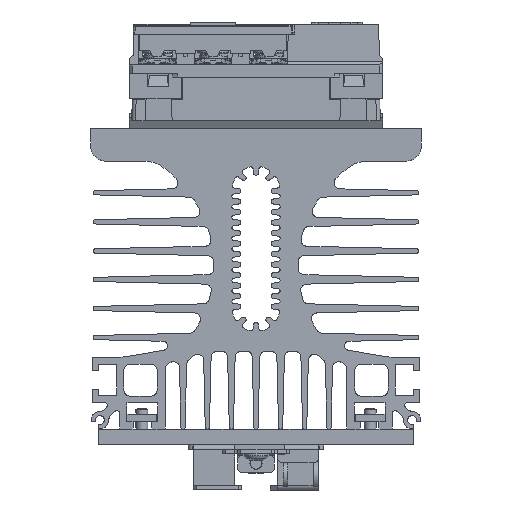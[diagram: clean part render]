
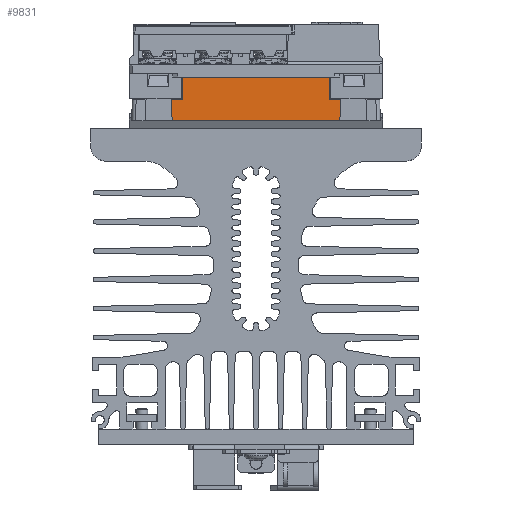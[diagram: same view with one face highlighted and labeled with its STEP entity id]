
A CAD part, left-side view. The second image highlights one B-rep face of the part: STEP entity #9831.
In plain terms, the highlighted planar face has unit normal (1, 0, -0.018).
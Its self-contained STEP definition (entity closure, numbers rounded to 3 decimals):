
#4285=B_SPLINE_CURVE_WITH_KNOTS('',3,(#68110,#68111,#68112,#68113),
 .UNSPECIFIED.,.F.,.F.,(4,4),(0.,1.),.UNSPECIFIED.);
#4583=B_SPLINE_CURVE_WITH_KNOTS('',3,(#69658,#69659,#69660,#69661),
 .UNSPECIFIED.,.F.,.F.,(4,4),(0.,1.),.UNSPECIFIED.);
#4601=B_SPLINE_CURVE_WITH_KNOTS('',3,(#69748,#69749,#69750,#69751),
 .UNSPECIFIED.,.F.,.F.,(4,4),(0.,1.),.UNSPECIFIED.);
#4603=B_SPLINE_CURVE_WITH_KNOTS('',3,(#69758,#69759,#69760,#69761),
 .UNSPECIFIED.,.F.,.F.,(4,4),(0.,1.),.UNSPECIFIED.);
#4604=B_SPLINE_CURVE_WITH_KNOTS('',3,(#69764,#69765,#69766,#69767),
 .UNSPECIFIED.,.F.,.F.,(4,4),(0.,1.),.UNSPECIFIED.);
#4605=B_SPLINE_CURVE_WITH_KNOTS('',3,(#69769,#69770,#69771,#69772),
 .UNSPECIFIED.,.F.,.F.,(4,4),(0.,1.),.UNSPECIFIED.);
#4606=B_SPLINE_CURVE_WITH_KNOTS('',3,(#69774,#69775,#69776,#69777),
 .UNSPECIFIED.,.F.,.F.,(4,4),(0.,1.),.UNSPECIFIED.);
#4607=B_SPLINE_CURVE_WITH_KNOTS('',3,(#69778,#69779,#69780,#69781),
 .UNSPECIFIED.,.F.,.F.,(4,4),(0.,1.),.UNSPECIFIED.);
#9831=ADVANCED_FACE('',(#12705),#11190,.F.);
#11190=PLANE('',#42915);
#12705=FACE_OUTER_BOUND('',#14587,.T.);
#14587=EDGE_LOOP('',(#21529,#21530,#21531,#21532,#21533,#21534,#21535,#21536));
#21529=ORIENTED_EDGE('',*,*,#37046,.T.);
#21530=ORIENTED_EDGE('',*,*,#37047,.T.);
#21531=ORIENTED_EDGE('',*,*,#37048,.T.);
#21532=ORIENTED_EDGE('',*,*,#37049,.T.);
#21533=ORIENTED_EDGE('',*,*,#37044,.F.);
#21534=ORIENTED_EDGE('',*,*,#36728,.F.);
#21535=ORIENTED_EDGE('',*,*,#37026,.F.);
#21536=ORIENTED_EDGE('',*,*,#37050,.T.);
#30297=VERTEX_POINT('',#68109);
#30298=VERTEX_POINT('',#68114);
#30503=VERTEX_POINT('',#69657);
#30515=VERTEX_POINT('',#69752);
#30516=VERTEX_POINT('',#69762);
#30517=VERTEX_POINT('',#69763);
#30518=VERTEX_POINT('',#69768);
#30519=VERTEX_POINT('',#69773);
#36728=EDGE_CURVE('',#30297,#30298,#4285,.T.);
#37026=EDGE_CURVE('',#30503,#30297,#4583,.T.);
#37044=EDGE_CURVE('',#30298,#30515,#4601,.T.);
#37046=EDGE_CURVE('',#30516,#30517,#4603,.T.);
#37047=EDGE_CURVE('',#30517,#30518,#4604,.T.);
#37048=EDGE_CURVE('',#30518,#30519,#4605,.T.);
#37049=EDGE_CURVE('',#30519,#30515,#4606,.T.);
#37050=EDGE_CURVE('',#30503,#30516,#4607,.T.);
#42915=AXIS2_PLACEMENT_3D('',#69782,#46347,#46348);
#46347=DIRECTION('',(-1.,0.,0.017));
#46348=DIRECTION('',(0.017,0.,1.));
#68109=CARTESIAN_POINT('',(-36.725,27.913,-5.15));
#68110=CARTESIAN_POINT('',(-36.725,27.913,-5.15));
#68111=CARTESIAN_POINT('',(-36.725,9.304,-5.15));
#68112=CARTESIAN_POINT('',(-36.725,-9.304,-5.15));
#68113=CARTESIAN_POINT('',(-36.725,-27.913,-5.15));
#68114=CARTESIAN_POINT('',(-36.725,-27.913,-5.15));
#69657=CARTESIAN_POINT('',(-36.6,28.225,2.001));
#69658=CARTESIAN_POINT('',(-36.6,28.225,2.001));
#69659=CARTESIAN_POINT('',(-36.642,28.121,-0.383));
#69660=CARTESIAN_POINT('',(-36.683,28.017,-2.766));
#69661=CARTESIAN_POINT('',(-36.725,27.913,-5.15));
#69748=CARTESIAN_POINT('',(-36.725,-27.913,-5.15));
#69749=CARTESIAN_POINT('',(-36.683,-28.017,-2.766));
#69750=CARTESIAN_POINT('',(-36.642,-28.121,-0.383));
#69751=CARTESIAN_POINT('',(-36.6,-28.225,2.001));
#69752=CARTESIAN_POINT('',(-36.6,-28.225,2.001));
#69758=CARTESIAN_POINT('',(-36.6,24.417,2.001));
#69759=CARTESIAN_POINT('',(-36.55,24.417,4.9));
#69760=CARTESIAN_POINT('',(-36.499,24.417,7.8));
#69761=CARTESIAN_POINT('',(-36.448,24.417,10.7));
#69762=CARTESIAN_POINT('',(-36.6,24.417,2.001));
#69763=CARTESIAN_POINT('',(-36.448,24.417,10.7));
#69764=CARTESIAN_POINT('',(-36.448,24.417,10.7));
#69765=CARTESIAN_POINT('',(-36.448,8.139,10.7));
#69766=CARTESIAN_POINT('',(-36.448,-8.139,10.7));
#69767=CARTESIAN_POINT('',(-36.448,-24.417,10.7));
#69768=CARTESIAN_POINT('',(-36.448,-24.417,10.7));
#69769=CARTESIAN_POINT('',(-36.448,-24.417,10.7));
#69770=CARTESIAN_POINT('',(-36.499,-24.417,7.8));
#69771=CARTESIAN_POINT('',(-36.55,-24.417,4.9));
#69772=CARTESIAN_POINT('',(-36.6,-24.417,2.001));
#69773=CARTESIAN_POINT('',(-36.6,-24.417,2.001));
#69774=CARTESIAN_POINT('',(-36.6,-24.417,2.001));
#69775=CARTESIAN_POINT('',(-36.6,-25.687,2.001));
#69776=CARTESIAN_POINT('',(-36.6,-26.956,2.001));
#69777=CARTESIAN_POINT('',(-36.6,-28.225,2.001));
#69778=CARTESIAN_POINT('',(-36.6,28.225,2.001));
#69779=CARTESIAN_POINT('',(-36.6,26.956,2.001));
#69780=CARTESIAN_POINT('',(-36.6,25.687,2.001));
#69781=CARTESIAN_POINT('',(-36.6,24.417,2.001));
#69782=CARTESIAN_POINT('',(-36.725,-41.35,-5.15));
